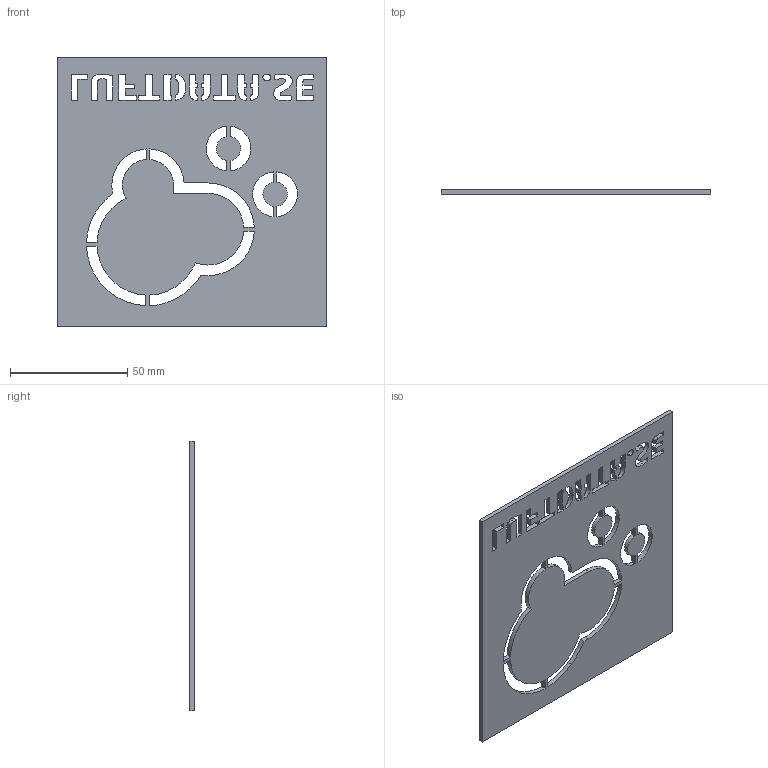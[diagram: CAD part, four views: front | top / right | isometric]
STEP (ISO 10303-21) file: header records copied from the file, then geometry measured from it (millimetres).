
FILE_DESCRIPTION (( 'STEP AP214' ), '1' );
FILE_NAME ('luftdata-schablon.STEP', '2019-05-09T16:43:38', ( '' ), ( '' ), 'SwSTEP 2.0', 'SolidWorks 2018', '' );
FILE_SCHEMA (( 'AUTOMOTIVE_DESIGN' ));
Length unit declared in the file: millimetre
Products named in the file (1): luftdata-schablon
Bounding box: 115 x 2 x 115 mm (x, y, z)
Volume: 22788.1 mm3; surface area: 26010.4 mm2
Topology: 1 solids, 1 shells, 182 faces, 540 edges, 360 vertices
Faces by surface type: plane 117, bspline 65
Entity records: 8024 total; most frequent: CARTESIAN_POINT 3476, ORIENTED_EDGE 1080, DIRECTION 646, EDGE_CURVE 540, VECTOR 410, LINE 410, VERTEX_POINT 360, EDGE_LOOP 226
